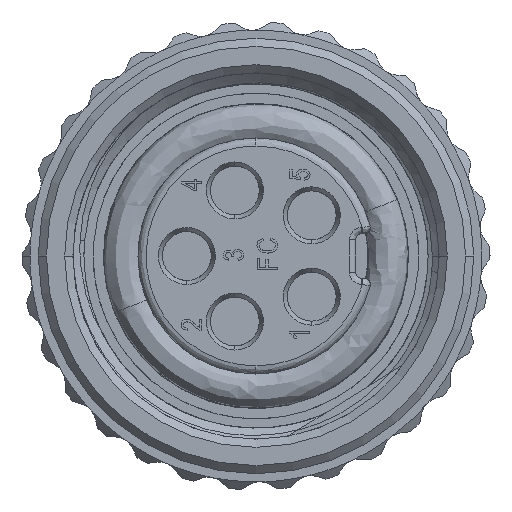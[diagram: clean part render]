
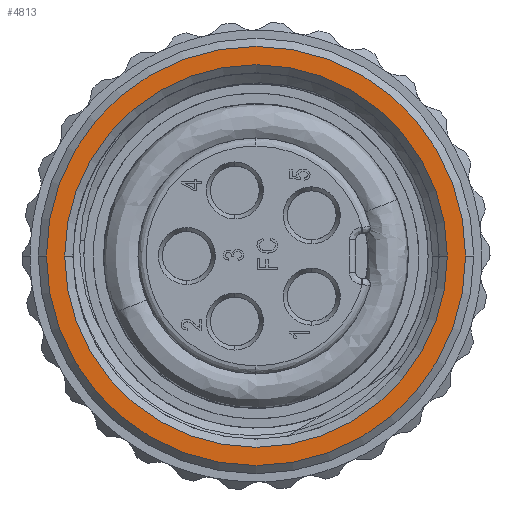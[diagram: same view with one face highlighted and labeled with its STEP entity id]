
A CAD part, left-side view. The second image highlights one B-rep face of the part: STEP entity #4813.
In plain terms, the highlighted planar face has unit normal (-1, 0, 0).
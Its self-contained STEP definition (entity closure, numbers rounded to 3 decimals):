
#312 = DIRECTION ( 'NONE',  ( 0., 1., 0. ) ) ;
#1025 = AXIS2_PLACEMENT_3D ( 'NONE', #7865, #21483, #9812 ) ;
#1116 = CARTESIAN_POINT ( 'NONE',  ( -0.8, -4.7, 0. ) ) ;
#1326 = ORIENTED_EDGE ( 'NONE', *, *, #20594, .F. ) ;
#2061 = AXIS2_PLACEMENT_3D ( 'NONE', #17461, #5814, #19406 ) ;
#2209 = CIRCLE ( 'NONE', #1025, 5.15 ) ;
#3288 = CARTESIAN_POINT ( 'NONE',  ( -0.8, 0., 0. ) ) ;
#3428 = EDGE_CURVE ( 'NONE', #10761, #16331, #19122, .T. ) ;
#3722 = FACE_BOUND ( 'NONE', #6909, .T. ) ;
#4813 = ADVANCED_FACE ( 'NONE', ( #14012, #3722 ), #15691, .F. ) ;
#4872 = CARTESIAN_POINT ( 'NONE',  ( -0.8, 0., 0. ) ) ;
#5235 = DIRECTION ( 'NONE',  ( 0., 1., 0. ) ) ;
#5814 = DIRECTION ( 'NONE',  ( -1., 0., 0. ) ) ;
#6818 = DIRECTION ( 'NONE',  ( 0., -1., 0. ) ) ;
#6909 = EDGE_LOOP ( 'NONE', ( #14626, #10454 ) ) ;
#7779 = CIRCLE ( 'NONE', #7821, 5.15 ) ;
#7821 = AXIS2_PLACEMENT_3D ( 'NONE', #3288, #16867, #5235 ) ;
#7865 = CARTESIAN_POINT ( 'NONE',  ( -0.8, 0., 0. ) ) ;
#9444 = EDGE_CURVE ( 'NONE', #16331, #10761, #16018, .T. ) ;
#9812 = DIRECTION ( 'NONE',  ( 0., 1., 0. ) ) ;
#10454 = ORIENTED_EDGE ( 'NONE', *, *, #9444, .F. ) ;
#10761 = VERTEX_POINT ( 'NONE', #1116 ) ;
#11493 = ORIENTED_EDGE ( 'NONE', *, *, #14658, .F. ) ;
#11856 = DIRECTION ( 'NONE',  ( 1., 0., 0. ) ) ;
#12466 = VERTEX_POINT ( 'NONE', #16832 ) ;
#13563 = AXIS2_PLACEMENT_3D ( 'NONE', #23547, #11856, #312 ) ;
#14012 = FACE_OUTER_BOUND ( 'NONE', #16354, .T. ) ;
#14626 = ORIENTED_EDGE ( 'NONE', *, *, #3428, .F. ) ;
#14658 = EDGE_CURVE ( 'NONE', #12466, #23403, #2209, .T. ) ;
#15691 = PLANE ( 'NONE',  #13563 ) ;
#15909 = CARTESIAN_POINT ( 'NONE',  ( -0.8, 5.15, 0. ) ) ;
#16018 = CIRCLE ( 'NONE', #19256, 4.7 ) ;
#16331 = VERTEX_POINT ( 'NONE', #16696 ) ;
#16354 = EDGE_LOOP ( 'NONE', ( #1326, #11493 ) ) ;
#16696 = CARTESIAN_POINT ( 'NONE',  ( -0.8, 4.7, 0. ) ) ;
#16832 = CARTESIAN_POINT ( 'NONE',  ( -0.8, -5.15, 0. ) ) ;
#16867 = DIRECTION ( 'NONE',  ( 1., 0., 0. ) ) ;
#17461 = CARTESIAN_POINT ( 'NONE',  ( -0.8, 0., 0. ) ) ;
#18434 = DIRECTION ( 'NONE',  ( -1., 0., 0. ) ) ;
#19122 = CIRCLE ( 'NONE', #2061, 4.7 ) ;
#19256 = AXIS2_PLACEMENT_3D ( 'NONE', #4872, #18434, #6818 ) ;
#19406 = DIRECTION ( 'NONE',  ( 0., -1., 0. ) ) ;
#20594 = EDGE_CURVE ( 'NONE', #23403, #12466, #7779, .T. ) ;
#21483 = DIRECTION ( 'NONE',  ( 1., 0., 0. ) ) ;
#23403 = VERTEX_POINT ( 'NONE', #15909 ) ;
#23547 = CARTESIAN_POINT ( 'NONE',  ( -0.8, 0., 0. ) ) ;
